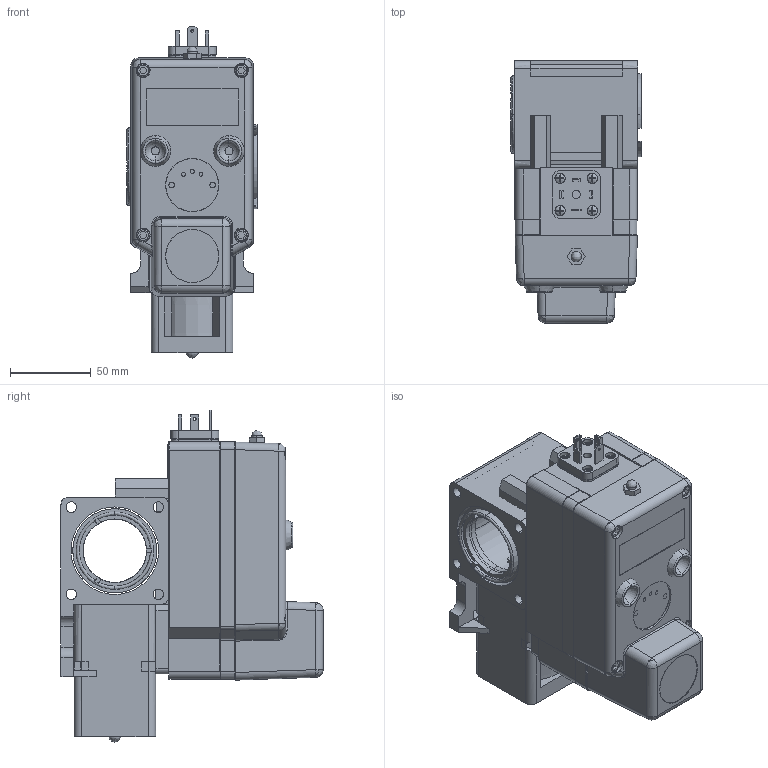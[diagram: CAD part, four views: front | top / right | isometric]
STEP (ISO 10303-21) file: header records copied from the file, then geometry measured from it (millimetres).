
FILE_DESCRIPTION (( 'STEP AP203' ), '1' );
FILE_NAME ('SV-1024-30-H.step', '2024-08-21T11:27:47', ( '' ), ( '' ), 'SwSTEP 2.0', 'SolidWorks 2023', '' );
FILE_SCHEMA (( 'CONFIG_CONTROL_DESIGN' ));
Length unit declared in the file: inch
Products named in the file (1): SV-1024-30-H
Bounding box: 80.54 x 162.48 x 205.65 mm (x, y, z)
Volume: 830732.5 mm3; surface area: 257941.6 mm2
Topology: 27 solids, 31 shells, 1281 faces, 3412 edges, 2184 vertices
Faces by surface type: plane 702, cylinder 403, cone 95, bspline 77, torus 4
Entity records: 45049 total; most frequent: CARTESIAN_POINT 13453, ORIENTED_EDGE 6768, DIRECTION 6263, EDGE_CURVE 3384, VERTEX_POINT 2184, AXIS2_PLACEMENT_3D 2146, VECTOR 1971, LINE 1971
